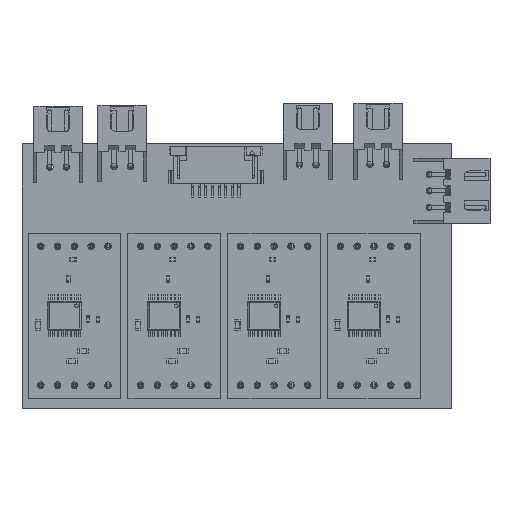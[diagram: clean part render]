
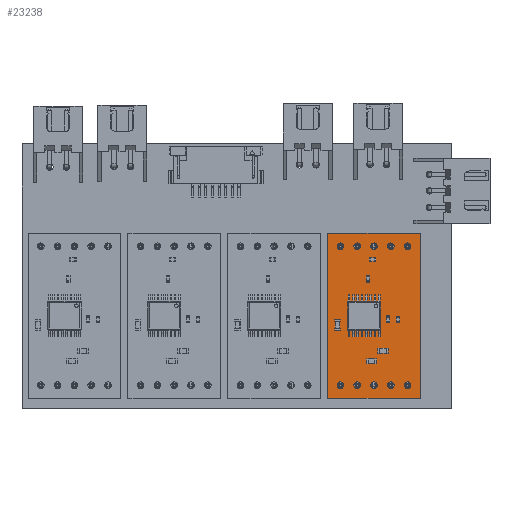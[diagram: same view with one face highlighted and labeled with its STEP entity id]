
A CAD part, top view. The second image highlights one B-rep face of the part: STEP entity #23238.
In plain terms, the highlighted planar face has unit normal (0, 0, 1).
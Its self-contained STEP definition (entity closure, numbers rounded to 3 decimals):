
#23016 = VERTEX_POINT('',#23017);
#23017 = CARTESIAN_POINT('',(157.,-112.5,1.51));
#23023 = EDGE_CURVE('',#23016,#23024,#23026,.T.);
#23024 = VERTEX_POINT('',#23025);
#23025 = CARTESIAN_POINT('',(143.,-112.5,1.51));
#23026 = LINE('',#23027,#23028);
#23027 = CARTESIAN_POINT('',(157.,-112.5,1.51));
#23028 = VECTOR('',#23029,1.);
#23029 = DIRECTION('',(-1.,0.,0.));
#23056 = VERTEX_POINT('',#23057);
#23057 = CARTESIAN_POINT('',(157.,-87.5,1.51));
#23063 = EDGE_CURVE('',#23056,#23016,#23064,.T.);
#23064 = LINE('',#23065,#23066);
#23065 = CARTESIAN_POINT('',(157.,-87.5,1.51));
#23066 = VECTOR('',#23067,1.);
#23067 = DIRECTION('',(0.,-1.,0.));
#23085 = EDGE_CURVE('',#23024,#23086,#23088,.T.);
#23086 = VERTEX_POINT('',#23087);
#23087 = CARTESIAN_POINT('',(143.,-87.5,1.51));
#23088 = LINE('',#23089,#23090);
#23089 = CARTESIAN_POINT('',(143.,-112.5,1.51));
#23090 = VECTOR('',#23091,1.);
#23091 = DIRECTION('',(0.,1.,0.));
#23238 = ADVANCED_FACE('',(#23239,#23250,#23261,#23272,#23283,#23294,
    #23305,#23316,#23327,#23338,#23349),#23360,.T.);
#23239 = FACE_BOUND('',#23240,.T.);
#23240 = EDGE_LOOP('',(#23241,#23242,#23243,#23249));
#23241 = ORIENTED_EDGE('',*,*,#23023,.F.);
#23242 = ORIENTED_EDGE('',*,*,#23063,.F.);
#23243 = ORIENTED_EDGE('',*,*,#23244,.F.);
#23244 = EDGE_CURVE('',#23086,#23056,#23245,.T.);
#23245 = LINE('',#23246,#23247);
#23246 = CARTESIAN_POINT('',(143.,-87.5,1.51));
#23247 = VECTOR('',#23248,1.);
#23248 = DIRECTION('',(1.,0.,0.));
#23249 = ORIENTED_EDGE('',*,*,#23085,.F.);
#23250 = FACE_BOUND('',#23251,.T.);
#23251 = EDGE_LOOP('',(#23252));
#23252 = ORIENTED_EDGE('',*,*,#23253,.T.);
#23253 = EDGE_CURVE('',#23254,#23254,#23256,.T.);
#23254 = VERTEX_POINT('',#23255);
#23255 = CARTESIAN_POINT('',(144.915,-111.,1.51));
#23256 = CIRCLE('',#23257,0.5);
#23257 = AXIS2_PLACEMENT_3D('',#23258,#23259,#23260);
#23258 = CARTESIAN_POINT('',(144.915,-110.5,1.51));
#23259 = DIRECTION('',(-0.,0.,-1.));
#23260 = DIRECTION('',(-0.,-1.,0.));
#23261 = FACE_BOUND('',#23262,.T.);
#23262 = EDGE_LOOP('',(#23263));
#23263 = ORIENTED_EDGE('',*,*,#23264,.T.);
#23264 = EDGE_CURVE('',#23265,#23265,#23267,.T.);
#23265 = VERTEX_POINT('',#23266);
#23266 = CARTESIAN_POINT('',(147.455,-111.,1.51));
#23267 = CIRCLE('',#23268,0.5);
#23268 = AXIS2_PLACEMENT_3D('',#23269,#23270,#23271);
#23269 = CARTESIAN_POINT('',(147.455,-110.5,1.51));
#23270 = DIRECTION('',(-0.,0.,-1.));
#23271 = DIRECTION('',(-0.,-1.,0.));
#23272 = FACE_BOUND('',#23273,.T.);
#23273 = EDGE_LOOP('',(#23274));
#23274 = ORIENTED_EDGE('',*,*,#23275,.T.);
#23275 = EDGE_CURVE('',#23276,#23276,#23278,.T.);
#23276 = VERTEX_POINT('',#23277);
#23277 = CARTESIAN_POINT('',(149.995,-111.,1.51));
#23278 = CIRCLE('',#23279,0.5);
#23279 = AXIS2_PLACEMENT_3D('',#23280,#23281,#23282);
#23280 = CARTESIAN_POINT('',(149.995,-110.5,1.51));
#23281 = DIRECTION('',(-0.,0.,-1.));
#23282 = DIRECTION('',(-0.,-1.,0.));
#23283 = FACE_BOUND('',#23284,.T.);
#23284 = EDGE_LOOP('',(#23285));
#23285 = ORIENTED_EDGE('',*,*,#23286,.T.);
#23286 = EDGE_CURVE('',#23287,#23287,#23289,.T.);
#23287 = VERTEX_POINT('',#23288);
#23288 = CARTESIAN_POINT('',(152.535,-111.,1.51));
#23289 = CIRCLE('',#23290,0.5);
#23290 = AXIS2_PLACEMENT_3D('',#23291,#23292,#23293);
#23291 = CARTESIAN_POINT('',(152.535,-110.5,1.51));
#23292 = DIRECTION('',(-0.,0.,-1.));
#23293 = DIRECTION('',(-0.,-1.,0.));
#23294 = FACE_BOUND('',#23295,.T.);
#23295 = EDGE_LOOP('',(#23296));
#23296 = ORIENTED_EDGE('',*,*,#23297,.T.);
#23297 = EDGE_CURVE('',#23298,#23298,#23300,.T.);
#23298 = VERTEX_POINT('',#23299);
#23299 = CARTESIAN_POINT('',(155.075,-111.,1.51));
#23300 = CIRCLE('',#23301,0.5);
#23301 = AXIS2_PLACEMENT_3D('',#23302,#23303,#23304);
#23302 = CARTESIAN_POINT('',(155.075,-110.5,1.51));
#23303 = DIRECTION('',(-0.,0.,-1.));
#23304 = DIRECTION('',(-0.,-1.,0.));
#23305 = FACE_BOUND('',#23306,.T.);
#23306 = EDGE_LOOP('',(#23307));
#23307 = ORIENTED_EDGE('',*,*,#23308,.T.);
#23308 = EDGE_CURVE('',#23309,#23309,#23311,.T.);
#23309 = VERTEX_POINT('',#23310);
#23310 = CARTESIAN_POINT('',(144.915,-90.,1.51));
#23311 = CIRCLE('',#23312,0.5);
#23312 = AXIS2_PLACEMENT_3D('',#23313,#23314,#23315);
#23313 = CARTESIAN_POINT('',(144.915,-89.5,1.51));
#23314 = DIRECTION('',(-0.,0.,-1.));
#23315 = DIRECTION('',(-0.,-1.,0.));
#23316 = FACE_BOUND('',#23317,.T.);
#23317 = EDGE_LOOP('',(#23318));
#23318 = ORIENTED_EDGE('',*,*,#23319,.T.);
#23319 = EDGE_CURVE('',#23320,#23320,#23322,.T.);
#23320 = VERTEX_POINT('',#23321);
#23321 = CARTESIAN_POINT('',(147.455,-90.,1.51));
#23322 = CIRCLE('',#23323,0.5);
#23323 = AXIS2_PLACEMENT_3D('',#23324,#23325,#23326);
#23324 = CARTESIAN_POINT('',(147.455,-89.5,1.51));
#23325 = DIRECTION('',(-0.,0.,-1.));
#23326 = DIRECTION('',(-0.,-1.,0.));
#23327 = FACE_BOUND('',#23328,.T.);
#23328 = EDGE_LOOP('',(#23329));
#23329 = ORIENTED_EDGE('',*,*,#23330,.T.);
#23330 = EDGE_CURVE('',#23331,#23331,#23333,.T.);
#23331 = VERTEX_POINT('',#23332);
#23332 = CARTESIAN_POINT('',(149.995,-90.,1.51));
#23333 = CIRCLE('',#23334,0.5);
#23334 = AXIS2_PLACEMENT_3D('',#23335,#23336,#23337);
#23335 = CARTESIAN_POINT('',(149.995,-89.5,1.51));
#23336 = DIRECTION('',(-0.,0.,-1.));
#23337 = DIRECTION('',(-0.,-1.,0.));
#23338 = FACE_BOUND('',#23339,.T.);
#23339 = EDGE_LOOP('',(#23340));
#23340 = ORIENTED_EDGE('',*,*,#23341,.T.);
#23341 = EDGE_CURVE('',#23342,#23342,#23344,.T.);
#23342 = VERTEX_POINT('',#23343);
#23343 = CARTESIAN_POINT('',(152.535,-90.,1.51));
#23344 = CIRCLE('',#23345,0.5);
#23345 = AXIS2_PLACEMENT_3D('',#23346,#23347,#23348);
#23346 = CARTESIAN_POINT('',(152.535,-89.5,1.51));
#23347 = DIRECTION('',(-0.,0.,-1.));
#23348 = DIRECTION('',(-0.,-1.,0.));
#23349 = FACE_BOUND('',#23350,.T.);
#23350 = EDGE_LOOP('',(#23351));
#23351 = ORIENTED_EDGE('',*,*,#23352,.T.);
#23352 = EDGE_CURVE('',#23353,#23353,#23355,.T.);
#23353 = VERTEX_POINT('',#23354);
#23354 = CARTESIAN_POINT('',(155.075,-90.,1.51));
#23355 = CIRCLE('',#23356,0.5);
#23356 = AXIS2_PLACEMENT_3D('',#23357,#23358,#23359);
#23357 = CARTESIAN_POINT('',(155.075,-89.5,1.51));
#23358 = DIRECTION('',(-0.,0.,-1.));
#23359 = DIRECTION('',(-0.,-1.,0.));
#23360 = PLANE('',#23361);
#23361 = AXIS2_PLACEMENT_3D('',#23362,#23363,#23364);
#23362 = CARTESIAN_POINT('',(0.,0.,1.51));
#23363 = DIRECTION('',(0.,0.,1.));
#23364 = DIRECTION('',(1.,0.,-0.));
